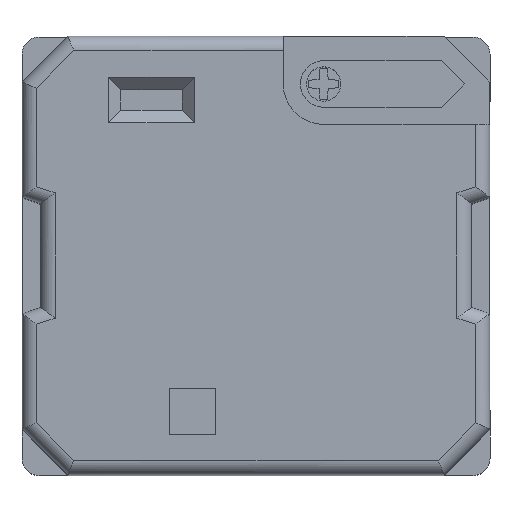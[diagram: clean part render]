
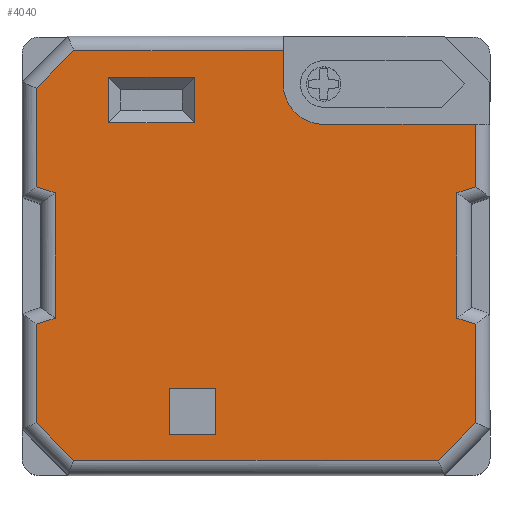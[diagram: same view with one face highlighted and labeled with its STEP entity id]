
A CAD part, top view. The second image highlights one B-rep face of the part: STEP entity #4040.
In plain terms, the highlighted planar face has unit normal (0, 0, 1).
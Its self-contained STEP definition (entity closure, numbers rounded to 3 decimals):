
#3463=CARTESIAN_POINT('',(-7.076,-14.65,49.1));
#3464=VERTEX_POINT('',#3463);
#3471=CARTESIAN_POINT('',(-3.276,-14.65,49.1));
#3472=VERTEX_POINT('',#3471);
#3473=CARTESIAN_POINT('',(-3.276,-14.65,49.1));
#3474=DIRECTION('',(-1.0,0.0,0.0));
#3475=VECTOR('',#3474,3.8);
#3476=LINE('',#3473,#3475);
#3477=EDGE_CURVE('',#3472,#3464,#3476,.T.);
#3502=CARTESIAN_POINT('',(-3.276,-10.85,49.1));
#3503=VERTEX_POINT('',#3502);
#3504=CARTESIAN_POINT('',(-3.276,-10.85,49.1));
#3505=DIRECTION('',(0.,-1.0,0.0));
#3506=VECTOR('',#3505,3.8);
#3507=LINE('',#3504,#3506);
#3508=EDGE_CURVE('',#3503,#3472,#3507,.T.);
#3533=CARTESIAN_POINT('',(-7.076,-10.85,49.1));
#3534=VERTEX_POINT('',#3533);
#3535=CARTESIAN_POINT('',(-7.076,-10.85,49.1));
#3536=DIRECTION('',(1.0,0.0,0.0));
#3537=VECTOR('',#3536,3.8);
#3538=LINE('',#3535,#3537);
#3539=EDGE_CURVE('',#3534,#3503,#3538,.T.);
#3562=CARTESIAN_POINT('',(-7.076,-14.65,49.1));
#3563=DIRECTION('',(0.,1.0,0.0));
#3564=VECTOR('',#3563,3.8);
#3565=LINE('',#3562,#3564);
#3566=EDGE_CURVE('',#3464,#3534,#3565,.T.);
#3599=CARTESIAN_POINT('',(-12.026,14.55,49.1));
#3600=VERTEX_POINT('',#3599);
#3607=CARTESIAN_POINT('',(-12.026,10.85,49.1));
#3608=VERTEX_POINT('',#3607);
#3609=CARTESIAN_POINT('',(-12.026,10.85,49.1));
#3610=DIRECTION('',(0.,1.,0.0));
#3611=VECTOR('',#3610,3.7);
#3612=LINE('',#3609,#3611);
#3613=EDGE_CURVE('',#3608,#3600,#3612,.T.);
#3638=CARTESIAN_POINT('',(-5.026,10.85,49.1));
#3639=VERTEX_POINT('',#3638);
#3640=CARTESIAN_POINT('',(-5.026,10.85,49.1));
#3641=DIRECTION('',(-1.,0.,0.0));
#3642=VECTOR('',#3641,7.);
#3643=LINE('',#3640,#3642);
#3644=EDGE_CURVE('',#3639,#3608,#3643,.T.);
#3669=CARTESIAN_POINT('',(-5.026,14.55,49.1));
#3670=VERTEX_POINT('',#3669);
#3671=CARTESIAN_POINT('',(-5.026,14.55,49.1));
#3672=DIRECTION('',(0.,-1.,0.0));
#3673=VECTOR('',#3672,3.7);
#3674=LINE('',#3671,#3673);
#3675=EDGE_CURVE('',#3670,#3639,#3674,.T.);
#3698=CARTESIAN_POINT('',(-12.026,14.55,49.1));
#3699=DIRECTION('',(1.,0.,0.0));
#3700=VECTOR('',#3699,7.);
#3701=LINE('',#3698,#3700);
#3702=EDGE_CURVE('',#3600,#3670,#3701,.T.);
#3727=CARTESIAN_POINT('',(17.9,10.7,49.1));
#3728=VERTEX_POINT('',#3727);
#3752=CARTESIAN_POINT('',(5.524,10.7,49.1));
#3753=VERTEX_POINT('',#3752);
#3760=CARTESIAN_POINT('',(17.9,10.7,49.1));
#3761=DIRECTION('',(-1.,0.,0.0));
#3762=VECTOR('',#3761,12.376);
#3763=LINE('',#3760,#3762);
#3764=EDGE_CURVE('',#3728,#3753,#3763,.T.);
#3774=CARTESIAN_POINT('',(2.224,16.7,49.1));
#3775=VERTEX_POINT('',#3774);
#3785=CARTESIAN_POINT('',(2.224,14.,49.1));
#3786=VERTEX_POINT('',#3785);
#3787=CARTESIAN_POINT('',(2.224,14.,49.1));
#3788=DIRECTION('',(0.,1.,0.0));
#3789=VECTOR('',#3788,2.7);
#3790=LINE('',#3787,#3789);
#3791=EDGE_CURVE('',#3786,#3775,#3790,.T.);
#3831=CARTESIAN_POINT('',(5.524,14.,49.1));
#3832=DIRECTION('',(0.0,0.0,-1.0));
#3833=DIRECTION('',(-0.707,-0.707,0.0));
#3834=AXIS2_PLACEMENT_3D('',#3831,#3832,#3833);
#3835=CIRCLE('',#3834,3.3);
#3836=EDGE_CURVE('',#3753,#3786,#3835,.T.);
#3881=CARTESIAN_POINT('',(17.9,5.615,49.1));
#3882=VERTEX_POINT('',#3881);
#3883=CARTESIAN_POINT('',(17.9,10.7,49.1));
#3884=DIRECTION('',(0.0,-1.0,0.0));
#3885=VECTOR('',#3884,5.085);
#3886=LINE('',#3883,#3885);
#3887=EDGE_CURVE('',#3728,#3882,#3886,.T.);
#3907=CARTESIAN_POINT('',(0.,0.,49.1));
#3908=DIRECTION('',(0.0,0.0,1.0));
#3909=DIRECTION('',(1.0,0.0,0.0));
#3910=AXIS2_PLACEMENT_3D('',#3907,#3908,#3909);
#3911=PLANE('',#3910);
#3912=ORIENTED_EDGE('',*,*,#3764,.T.);
#3913=ORIENTED_EDGE('',*,*,#3836,.T.);
#3914=ORIENTED_EDGE('',*,*,#3791,.T.);
#3915=CARTESIAN_POINT('',(-14.867,16.7,49.1));
#3916=VERTEX_POINT('',#3915);
#3917=CARTESIAN_POINT('',(-14.867,16.7,49.1));
#3918=DIRECTION('',(1.0,0.0,0.0));
#3919=VECTOR('',#3918,17.091);
#3920=LINE('',#3917,#3919);
#3921=EDGE_CURVE('',#3916,#3775,#3920,.T.);
#3922=ORIENTED_EDGE('',*,*,#3921,.F.);
#3923=CARTESIAN_POINT('',(-17.9,13.667,49.1));
#3924=VERTEX_POINT('',#3923);
#3925=CARTESIAN_POINT('',(-17.9,13.667,49.1));
#3926=DIRECTION('',(0.707,0.707,0.0));
#3927=VECTOR('',#3926,4.289);
#3928=LINE('',#3925,#3927);
#3929=EDGE_CURVE('',#3924,#3916,#3928,.T.);
#3930=ORIENTED_EDGE('',*,*,#3929,.F.);
#3931=CARTESIAN_POINT('',(-17.9,5.615,49.1));
#3932=VERTEX_POINT('',#3931);
#3933=CARTESIAN_POINT('',(-17.9,5.615,49.1));
#3934=DIRECTION('',(0.0,1.0,0.0));
#3935=VECTOR('',#3934,8.052);
#3936=LINE('',#3933,#3935);
#3937=EDGE_CURVE('',#3932,#3924,#3936,.T.);
#3938=ORIENTED_EDGE('',*,*,#3937,.F.);
#3939=CARTESIAN_POINT('',(-16.4,5.115,49.1));
#3940=VERTEX_POINT('',#3939);
#3941=CARTESIAN_POINT('',(-16.4,5.115,49.1));
#3942=DIRECTION('',(-0.949,0.316,0.0));
#3943=VECTOR('',#3942,1.581);
#3944=LINE('',#3941,#3943);
#3945=EDGE_CURVE('',#3940,#3932,#3944,.T.);
#3946=ORIENTED_EDGE('',*,*,#3945,.F.);
#3947=CARTESIAN_POINT('',(-16.4,-5.115,49.1));
#3948=VERTEX_POINT('',#3947);
#3949=CARTESIAN_POINT('',(-16.4,-5.115,49.1));
#3950=DIRECTION('',(0.0,1.0,0.0));
#3951=VECTOR('',#3950,10.23);
#3952=LINE('',#3949,#3951);
#3953=EDGE_CURVE('',#3948,#3940,#3952,.T.);
#3954=ORIENTED_EDGE('',*,*,#3953,.F.);
#3955=CARTESIAN_POINT('',(-17.9,-5.615,49.1));
#3956=VERTEX_POINT('',#3955);
#3957=CARTESIAN_POINT('',(-17.9,-5.615,49.1));
#3958=DIRECTION('',(0.949,0.316,0.0));
#3959=VECTOR('',#3958,1.581);
#3960=LINE('',#3957,#3959);
#3961=EDGE_CURVE('',#3956,#3948,#3960,.T.);
#3962=ORIENTED_EDGE('',*,*,#3961,.F.);
#3963=CARTESIAN_POINT('',(-17.9,-13.667,49.1));
#3964=VERTEX_POINT('',#3963);
#3965=CARTESIAN_POINT('',(-17.9,-13.667,49.1));
#3966=DIRECTION('',(0.0,1.0,0.0));
#3967=VECTOR('',#3966,8.052);
#3968=LINE('',#3965,#3967);
#3969=EDGE_CURVE('',#3964,#3956,#3968,.T.);
#3970=ORIENTED_EDGE('',*,*,#3969,.F.);
#3971=CARTESIAN_POINT('',(-14.867,-16.7,49.1));
#3972=VERTEX_POINT('',#3971);
#3973=CARTESIAN_POINT('',(-14.867,-16.7,49.1));
#3974=DIRECTION('',(-0.707,0.707,0.0));
#3975=VECTOR('',#3974,4.289);
#3976=LINE('',#3973,#3975);
#3977=EDGE_CURVE('',#3972,#3964,#3976,.T.);
#3978=ORIENTED_EDGE('',*,*,#3977,.F.);
#3979=CARTESIAN_POINT('',(14.867,-16.7,49.1));
#3980=VERTEX_POINT('',#3979);
#3981=CARTESIAN_POINT('',(14.867,-16.7,49.1));
#3982=DIRECTION('',(-1.0,0.0,0.0));
#3983=VECTOR('',#3982,29.735);
#3984=LINE('',#3981,#3983);
#3985=EDGE_CURVE('',#3980,#3972,#3984,.T.);
#3986=ORIENTED_EDGE('',*,*,#3985,.F.);
#3987=CARTESIAN_POINT('',(17.9,-13.667,49.1));
#3988=VERTEX_POINT('',#3987);
#3989=CARTESIAN_POINT('',(17.9,-13.667,49.1));
#3990=DIRECTION('',(-0.707,-0.707,0.0));
#3991=VECTOR('',#3990,4.289);
#3992=LINE('',#3989,#3991);
#3993=EDGE_CURVE('',#3988,#3980,#3992,.T.);
#3994=ORIENTED_EDGE('',*,*,#3993,.F.);
#3995=CARTESIAN_POINT('',(17.9,-5.615,49.1));
#3996=VERTEX_POINT('',#3995);
#3997=CARTESIAN_POINT('',(17.9,-5.615,49.1));
#3998=DIRECTION('',(0.0,-1.0,0.0));
#3999=VECTOR('',#3998,8.052);
#4000=LINE('',#3997,#3999);
#4001=EDGE_CURVE('',#3996,#3988,#4000,.T.);
#4002=ORIENTED_EDGE('',*,*,#4001,.F.);
#4003=CARTESIAN_POINT('',(16.4,-5.115,49.1));
#4004=VERTEX_POINT('',#4003);
#4005=CARTESIAN_POINT('',(16.4,-5.115,49.1));
#4006=DIRECTION('',(0.949,-0.316,0.0));
#4007=VECTOR('',#4006,1.581);
#4008=LINE('',#4005,#4007);
#4009=EDGE_CURVE('',#4004,#3996,#4008,.T.);
#4010=ORIENTED_EDGE('',*,*,#4009,.F.);
#4011=CARTESIAN_POINT('',(16.4,5.115,49.1));
#4012=VERTEX_POINT('',#4011);
#4013=CARTESIAN_POINT('',(16.4,5.115,49.1));
#4014=DIRECTION('',(0.0,-1.0,0.0));
#4015=VECTOR('',#4014,10.23);
#4016=LINE('',#4013,#4015);
#4017=EDGE_CURVE('',#4012,#4004,#4016,.T.);
#4018=ORIENTED_EDGE('',*,*,#4017,.F.);
#4019=CARTESIAN_POINT('',(17.9,5.615,49.1));
#4020=DIRECTION('',(-0.949,-0.316,0.0));
#4021=VECTOR('',#4020,1.581);
#4022=LINE('',#4019,#4021);
#4023=EDGE_CURVE('',#3882,#4012,#4022,.T.);
#4024=ORIENTED_EDGE('',*,*,#4023,.F.);
#4025=ORIENTED_EDGE('',*,*,#3887,.F.);
#4026=EDGE_LOOP('',(#3912,#3913,#3914,#3922,#3930,#3938,#3946,#3954,#3962,#3970,#3978,#3986,#3994,#4002,#4010,#4018,#4024,#4025));
#4027=FACE_OUTER_BOUND('',#4026,.T.);
#4028=ORIENTED_EDGE('',*,*,#3477,.T.);
#4029=ORIENTED_EDGE('',*,*,#3566,.T.);
#4030=ORIENTED_EDGE('',*,*,#3539,.T.);
#4031=ORIENTED_EDGE('',*,*,#3508,.T.);
#4032=EDGE_LOOP('',(#4028,#4029,#4030,#4031));
#4033=FACE_BOUND('',#4032,.T.);
#4034=ORIENTED_EDGE('',*,*,#3613,.T.);
#4035=ORIENTED_EDGE('',*,*,#3702,.T.);
#4036=ORIENTED_EDGE('',*,*,#3675,.T.);
#4037=ORIENTED_EDGE('',*,*,#3644,.T.);
#4038=EDGE_LOOP('',(#4034,#4035,#4036,#4037));
#4039=FACE_BOUND('',#4038,.T.);
#4040=ADVANCED_FACE('',(#4027,#4033,#4039),#3911,.T.);
